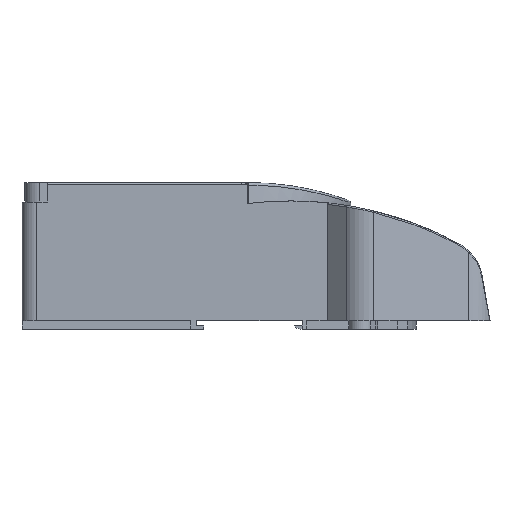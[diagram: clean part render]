
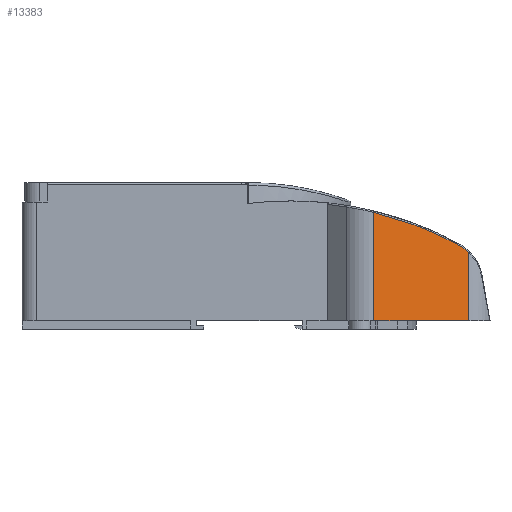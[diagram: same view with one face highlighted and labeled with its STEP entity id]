
A CAD part, left-side view. The second image highlights one B-rep face of the part: STEP entity #13383.
In plain terms, the highlighted planar face has unit normal (-0.974, -0.225, 0).
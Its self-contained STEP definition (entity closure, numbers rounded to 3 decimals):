
#14 = VERTEX_POINT ( 'NONE', #9692 ) ;
#360 = LINE ( 'NONE', #13170, #13334 ) ;
#790 = CARTESIAN_POINT ( 'NONE',  ( -52.244, 40.108, 0. ) ) ;
#968 = VECTOR ( 'NONE', #2303, 1000. ) ;
#1167 = EDGE_CURVE ( 'NONE', #13138, #12341, #3390, .T. ) ;
#1344 = LINE ( 'NONE', #4645, #4342 ) ;
#1361 = LINE ( 'NONE', #2221, #968 ) ;
#1646 = CARTESIAN_POINT ( 'NONE',  ( -44.993, 8.7, 27.121 ) ) ;
#2221 = CARTESIAN_POINT ( 'NONE',  ( -52.244, 40.108, 0. ) ) ;
#2303 = DIRECTION ( 'NONE',  ( 0., 0., 1. ) ) ;
#2517 = EDGE_CURVE ( 'NONE', #11648, #13138, #1361, .T. ) ;
#2922 = EDGE_CURVE ( 'NONE', #11648, #14628, #360, .T. ) ;
#3004 = EDGE_CURVE ( 'NONE', #12341, #14, #10788, .T. ) ;
#3170 = EDGE_CURVE ( 'NONE', #14, #14628, #1344, .T. ) ;
#3332 = DIRECTION ( 'NONE',  ( -0.225, 0.974, 0. ) ) ;
#3390 = B_SPLINE_CURVE_WITH_KNOTS ( 'NONE', 3,
 ( #13700, #14311, #13679, #13670, #13655, #13652 ),
 .UNSPECIFIED., .F., .F.,
 ( 4, 2, 4 ),
 ( 0., 0.5, 1. ),
 .UNSPECIFIED. ) ;
#4342 = VECTOR ( 'NONE', #12222, 1000. ) ;
#4645 = CARTESIAN_POINT ( 'NONE',  ( -44.773, 7.75, 0. ) ) ;
#5812 = AXIS2_PLACEMENT_3D ( 'NONE', #790, #10892, #3332 ) ;
#6492 = ORIENTED_EDGE ( 'NONE', *, *, #1167, .F. ) ;
#7334 = FACE_OUTER_BOUND ( 'NONE', #13502, .T. ) ;
#7594 = CARTESIAN_POINT ( 'NONE',  ( -45.241, 9.778, 27.922 ) ) ;
#9692 = CARTESIAN_POINT ( 'NONE',  ( -44.773, 7.75, 26.188 ) ) ;
#10187 = CARTESIAN_POINT ( 'NONE',  ( -52.244, 40.108, 3. ) ) ;
#10788 = B_SPLINE_CURVE_WITH_KNOTS ( 'NONE', 3,
 ( #13258, #7594, #1646, #12004 ),
 .UNSPECIFIED., .F., .F.,
 ( 4, 4 ),
 ( 0., 1. ),
 .UNSPECIFIED. ) ;
#10892 = DIRECTION ( 'NONE',  ( 0.974, 0.225, 0. ) ) ;
#11648 = VERTEX_POINT ( 'NONE', #10187 ) ;
#12004 = CARTESIAN_POINT ( 'NONE',  ( -44.773, 7.75, 26.188 ) ) ;
#12076 = DIRECTION ( 'NONE',  ( 0.225, -0.974, 0. ) ) ;
#12222 = DIRECTION ( 'NONE',  ( 0., 0., -1. ) ) ;
#12325 = ORIENTED_EDGE ( 'NONE', *, *, #2922, .T. ) ;
#12341 = VERTEX_POINT ( 'NONE', #12801 ) ;
#12723 = ORIENTED_EDGE ( 'NONE', *, *, #3170, .F. ) ;
#12801 = CARTESIAN_POINT ( 'NONE',  ( -45.511, 10.946, 28.561 ) ) ;
#13102 = ORIENTED_EDGE ( 'NONE', *, *, #2517, .F. ) ;
#13138 = VERTEX_POINT ( 'NONE', #15158 ) ;
#13170 = CARTESIAN_POINT ( 'NONE',  ( -52.244, 40.108, 3. ) ) ;
#13258 = CARTESIAN_POINT ( 'NONE',  ( -45.511, 10.946, 28.561 ) ) ;
#13334 = VECTOR ( 'NONE', #12076, 1000. ) ;
#13383 = ADVANCED_FACE ( 'NONE', ( #7334 ), #14538, .F. ) ;
#13502 = EDGE_LOOP ( 'NONE', ( #12325, #12723, #15934, #6492, #13102 ) ) ;
#13652 = CARTESIAN_POINT ( 'NONE',  ( -45.511, 10.946, 28.561 ) ) ;
#13655 = CARTESIAN_POINT ( 'NONE',  ( -46.57, 15.531, 31.074 ) ) ;
#13670 = CARTESIAN_POINT ( 'NONE',  ( -47.666, 20.281, 33.284 ) ) ;
#13679 = CARTESIAN_POINT ( 'NONE',  ( -49.917, 30.03, 37.065 ) ) ;
#13700 = CARTESIAN_POINT ( 'NONE',  ( -52.244, 40.108, 39.871 ) ) ;
#14311 = CARTESIAN_POINT ( 'NONE',  ( -51.071, 35.028, 38.635 ) ) ;
#14538 = PLANE ( 'NONE',  #5812 ) ;
#14628 = VERTEX_POINT ( 'NONE', #16120 ) ;
#15158 = CARTESIAN_POINT ( 'NONE',  ( -52.244, 40.108, 39.871 ) ) ;
#15934 = ORIENTED_EDGE ( 'NONE', *, *, #3004, .F. ) ;
#16120 = CARTESIAN_POINT ( 'NONE',  ( -44.773, 7.75, 3. ) ) ;
